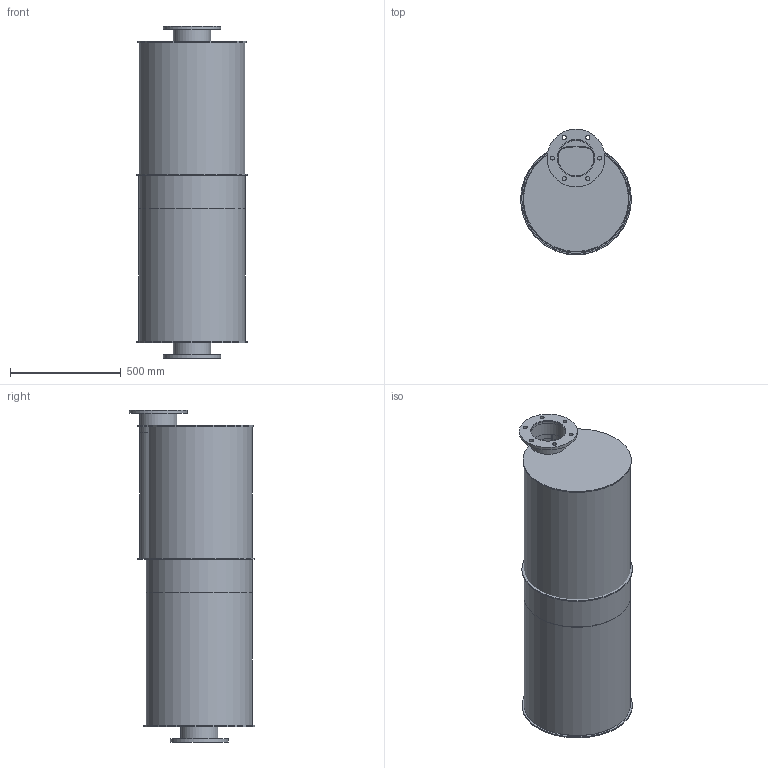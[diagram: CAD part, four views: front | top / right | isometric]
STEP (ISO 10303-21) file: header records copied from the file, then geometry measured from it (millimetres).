
FILE_DESCRIPTION(/* description */ (''),/* implementation_level */ '2;1');
FILE_NAME(/* name */ 'Sdad 06.stp',/* time_stamp */ '2015-02-17T10:43:09+01:00',/* author */ ('Tekenkamer'),/* organization */ (''),/* preprocessor_version */ 'ST-DEVELOPER v15.6',/* originating_system */ 'Autodesk Inventor 2015',/* authorisation */ '');
FILE_SCHEMA (('AUTOMOTIVE_DESIGN { 1 0 10303 214 3 1 1 }'));
Length unit declared in the file: millimetre
Products named in the file (1): Sdad 06
Bounding box: 500 x 565.5 x 1500 mm (x, y, z)
Volume: 14874868.7 mm3; surface area: 8408051.5 mm2
Topology: 12 solids, 12 shells, 64 faces, 120 edges, 80 vertices
Faces by surface type: cylinder 40, plane 24
Full cylindrical faces by diameter (mm): 18 x12, 160 x4, 161 x2, 168 x4, 170 x3, 261 x2, 474 x2, 480 x2, 500 x1
Entity records: 1596 total; most frequent: DIRECTION 298, CARTESIAN_POINT 233, ORIENTED_EDGE 176, AXIS2_PLACEMENT_3D 145, EDGE_LOOP 142, EDGE_CURVE 88, CIRCLE 80, VERTEX_POINT 80
